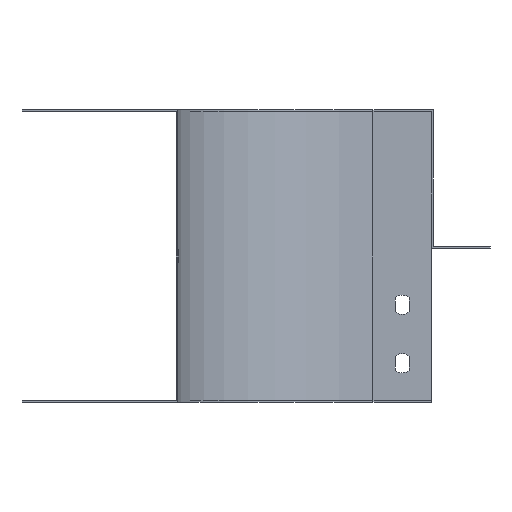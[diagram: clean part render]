
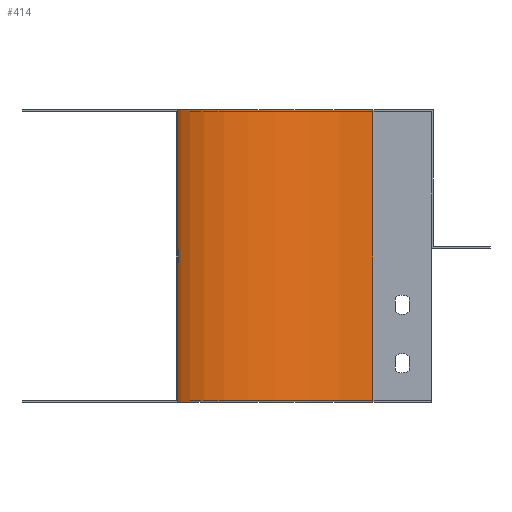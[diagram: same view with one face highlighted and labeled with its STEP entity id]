
A CAD part, left-side view. The second image highlights one B-rep face of the part: STEP entity #414.
In plain terms, the highlighted cylindrical face has radius 100 mm (diameter 200 mm), a partial arc.
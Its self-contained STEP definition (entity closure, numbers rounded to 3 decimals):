
#16 = EDGE_CURVE ( 'NONE', #2325, #2321, #702, .T. ) ;
#76 = CIRCLE ( 'NONE', #497, 100. ) ;
#80 = CIRCLE ( 'NONE', #498, 100. ) ;
#82 = LINE ( 'NONE', #2067, #84 ) ;
#84 = VECTOR ( 'NONE', #2073, 1000. ) ;
#369 = CARTESIAN_POINT ( 'NONE',  ( -100., 130., -149. ) ) ;
#371 = CARTESIAN_POINT ( 'NONE',  ( -100., 130., 1. ) ) ;
#414 = ADVANCED_FACE ( 'NONE', ( #727 ), #736, .F. ) ;
#497 = AXIS2_PLACEMENT_3D ( 'NONE', #2409, #2412, #2406 ) ;
#498 = AXIS2_PLACEMENT_3D ( 'NONE', #2427, #2425, #2424 ) ;
#536 = EDGE_CURVE ( 'NONE', #2321, #615, #80, .T. ) ;
#537 = EDGE_CURVE ( 'NONE', #613, #615, #82, .T. ) ;
#538 = EDGE_CURVE ( 'NONE', #2325, #613, #76, .T. ) ;
#613 = VERTEX_POINT ( 'NONE', #2380 ) ;
#615 = VERTEX_POINT ( 'NONE', #2378 ) ;
#702 = LINE ( 'NONE', #1993, #706 ) ;
#706 = VECTOR ( 'NONE', #1986, 1000. ) ;
#727 = FACE_OUTER_BOUND ( 'NONE', #987, .T. ) ;
#736 = CYLINDRICAL_SURFACE ( 'NONE', #1242, 100. ) ;
#914 = ORIENTED_EDGE ( 'NONE', *, *, #536, .T. ) ;
#987 = EDGE_LOOP ( 'NONE', ( #1296, #914, #1299, #1298 ) ) ;
#1242 = AXIS2_PLACEMENT_3D ( 'NONE', #1937, #1938, #1947 ) ;
#1296 = ORIENTED_EDGE ( 'NONE', *, *, #16, .T. ) ;
#1298 = ORIENTED_EDGE ( 'NONE', *, *, #538, .F. ) ;
#1299 = ORIENTED_EDGE ( 'NONE', *, *, #537, .F. ) ;
#1937 = CARTESIAN_POINT ( 'NONE',  ( -100., 30., 1. ) ) ;
#1938 = DIRECTION ( 'NONE',  ( 0., 0., -1. ) ) ;
#1947 = DIRECTION ( 'NONE',  ( -1., 0., 0. ) ) ;
#1986 = DIRECTION ( 'NONE',  ( 0., 0., -1. ) ) ;
#1993 = CARTESIAN_POINT ( 'NONE',  ( -100., 130., 1. ) ) ;
#2067 = CARTESIAN_POINT ( 'NONE',  ( 0., 30., 1. ) ) ;
#2073 = DIRECTION ( 'NONE',  ( 0., 0., -1. ) ) ;
#2321 = VERTEX_POINT ( 'NONE', #369 ) ;
#2325 = VERTEX_POINT ( 'NONE', #371 ) ;
#2378 = CARTESIAN_POINT ( 'NONE',  ( 0., 30., -149. ) ) ;
#2380 = CARTESIAN_POINT ( 'NONE',  ( 0., 30., 1. ) ) ;
#2406 = DIRECTION ( 'NONE',  ( -1., 0., 0. ) ) ;
#2409 = CARTESIAN_POINT ( 'NONE',  ( -100., 30., 1. ) ) ;
#2412 = DIRECTION ( 'NONE',  ( 0., 0., -1. ) ) ;
#2424 = DIRECTION ( 'NONE',  ( -1., 0., 0. ) ) ;
#2425 = DIRECTION ( 'NONE',  ( 0., 0., -1. ) ) ;
#2427 = CARTESIAN_POINT ( 'NONE',  ( -100., 30., -149. ) ) ;
